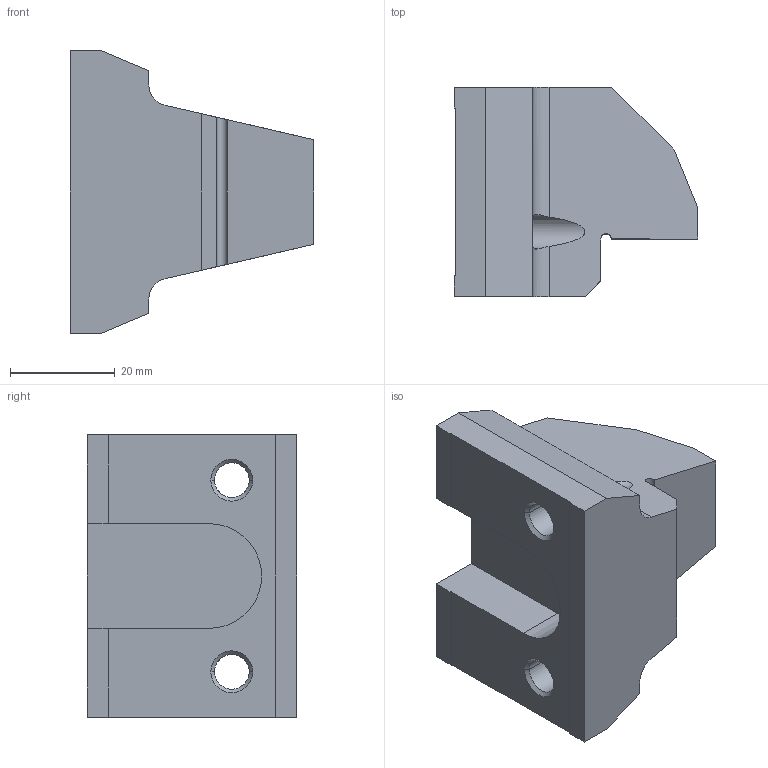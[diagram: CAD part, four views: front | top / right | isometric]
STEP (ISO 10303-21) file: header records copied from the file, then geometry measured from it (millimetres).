
FILE_DESCRIPTION(('STEP AP214'),'1');
FILE_NAME(' ',' ',('TraceParts'),('TraceParts S.A.'),'XStep 1.0',' ',' ');
FILE_SCHEMA(('automotive_design'));
Length unit declared in the file: millimetre
Products named in the file (1): 1
Bounding box: 46.5 x 40 x 54 mm (x, y, z)
Volume: 49777.8 mm3; surface area: 10697.9 mm2
Topology: 1 solids, 1 shells, 40 faces, 116 edges, 76 vertices
Faces by surface type: plane 26, cylinder 10, cone 4
Entity records: 2764 total; most frequent: CARTESIAN_POINT 401, STYLED_ITEM 232, PRESENTATION_STYLE_ASSIGNMENT 232, COLOUR_RGB 232, ORIENTED_EDGE 232, DIRECTION 210, EDGE_CURVE 116, CURVE_STYLE 116
